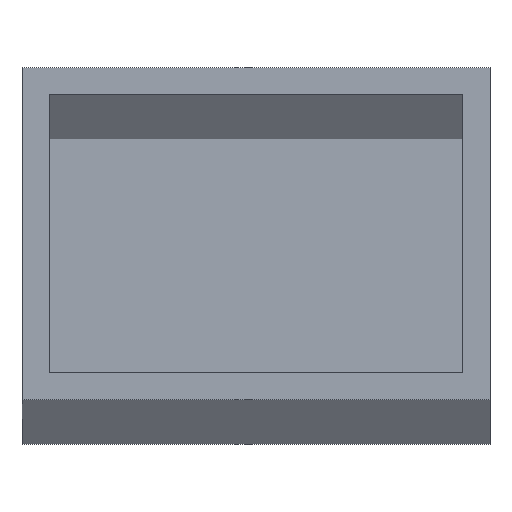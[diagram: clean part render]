
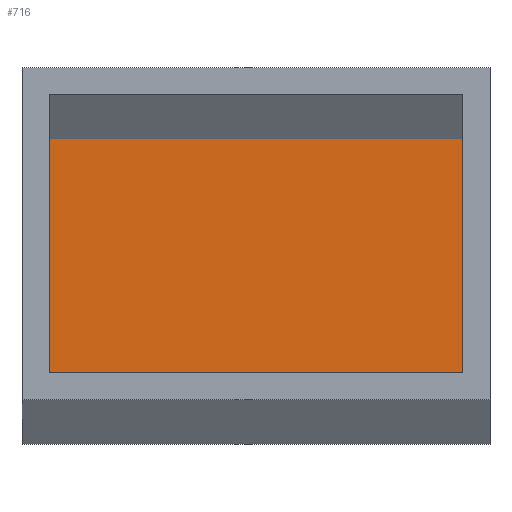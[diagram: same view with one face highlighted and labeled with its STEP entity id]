
A CAD part, top view. The second image highlights one B-rep face of the part: STEP entity #716.
In plain terms, the highlighted planar face has unit normal (0, 0, 1).
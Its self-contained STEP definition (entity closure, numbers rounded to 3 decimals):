
#50=FACE_OUTER_BOUND('',#92,.T.);
#92=EDGE_LOOP('',(#585,#586,#587,#588));
#172=LINE('',#1095,#268);
#173=LINE('',#1098,#269);
#174=LINE('',#1100,#270);
#175=LINE('',#1101,#271);
#268=VECTOR('',#900,10.);
#269=VECTOR('',#903,10.);
#270=VECTOR('',#904,10.);
#271=VECTOR('',#905,10.);
#342=VERTEX_POINT('',#1089);
#344=VERTEX_POINT('',#1093);
#345=VERTEX_POINT('',#1097);
#346=VERTEX_POINT('',#1099);
#428=EDGE_CURVE('',#342,#344,#172,.T.);
#429=EDGE_CURVE('',#342,#345,#173,.T.);
#430=EDGE_CURVE('',#346,#344,#174,.T.);
#431=EDGE_CURVE('',#345,#346,#175,.T.);
#585=ORIENTED_EDGE('',*,*,#429,.F.);
#586=ORIENTED_EDGE('',*,*,#428,.T.);
#587=ORIENTED_EDGE('',*,*,#430,.F.);
#588=ORIENTED_EDGE('',*,*,#431,.F.);
#677=PLANE('',#772);
#716=ADVANCED_FACE('',(#50),#677,.T.);
#772=AXIS2_PLACEMENT_3D('',#1096,#901,#902);
#900=DIRECTION('',(-1.,0.,0.));
#901=DIRECTION('center_axis',(0.,0.,1.));
#902=DIRECTION('ref_axis',(0.,1.,0.));
#903=DIRECTION('',(0.,-1.,0.));
#904=DIRECTION('',(0.,1.,0.));
#905=DIRECTION('',(-1.,0.,0.));
#1089=CARTESIAN_POINT('',(30.5,95.5,25.));
#1093=CARTESIAN_POINT('',(-30.5,95.5,25.));
#1095=CARTESIAN_POINT('',(30.5,95.5,25.));
#1096=CARTESIAN_POINT('Origin',(30.5,54.5,25.));
#1097=CARTESIAN_POINT('',(30.5,54.5,25.));
#1098=CARTESIAN_POINT('',(30.5,85.25,25.));
#1099=CARTESIAN_POINT('',(-30.5,54.5,25.));
#1100=CARTESIAN_POINT('',(-30.5,85.25,25.));
#1101=CARTESIAN_POINT('',(30.5,54.5,25.));
